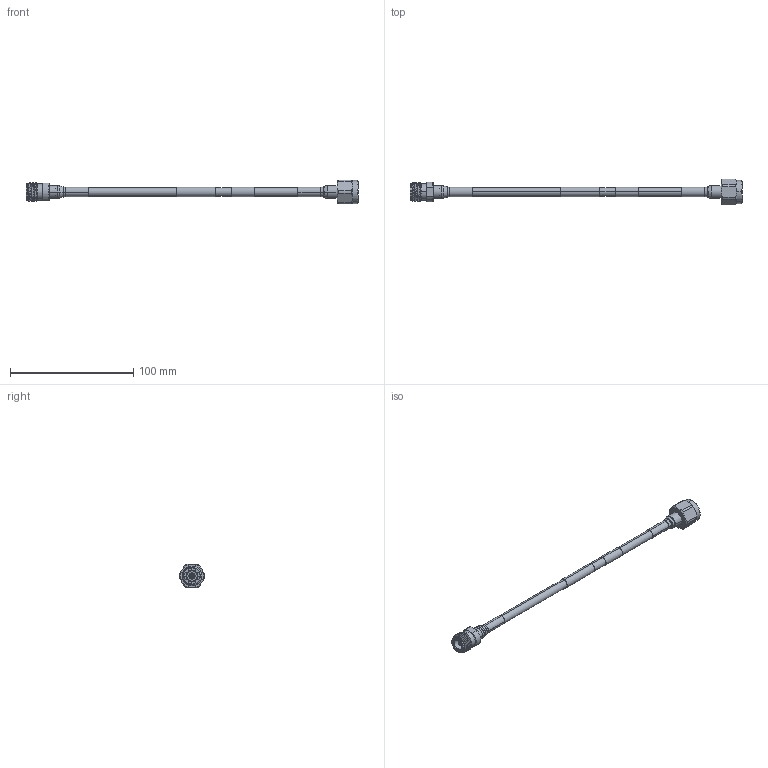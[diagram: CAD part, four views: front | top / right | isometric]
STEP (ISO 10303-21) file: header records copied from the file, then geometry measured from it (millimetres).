
FILE_DESCRIPTION (( 'STEP AP214' ), '1' );
FILE_NAME ('FMCA1313_3D.step', '2025-07-24T19:31:23', ( '' ), ( '' ), 'SwSTEP 2.0', 'SolidWorks 2022', '' );
FILE_SCHEMA (( 'AUTOMOTIVE_DESIGN' ));
Length unit declared in the file: inch
Products named in the file (10): Copy of PE45427 Contact^FMCN1442; Copy of PE45427 BODY^FMCN1442; Copy of Insulation^FMCN1442; FMCN1442; Copy of Gasket^FMCN1442; Coax Cable^FMCA1313_LABEL+PE PIM; Heat Shrink^FMCA1313; Heat Shrink^FMCA1313_Config 1; FMCA1313_3D; FMCN1441_默认
Assembly tree (9 placements, depth 3):
  FMCA1313_3D
    Coax Cable^FMCA1313_LABEL+PE PIM
    FMCN1441_默认
    FMCN1442
      Copy of PE45427 BODY^FMCN1442
      Copy of PE45427 Contact^FMCN1442
      Copy of Insulation^FMCN1442
      Copy of Gasket^FMCN1442
    Heat Shrink^FMCA1313
    Heat Shrink^FMCA1313_Config 1
Bounding box: 269.51 x 20.89 x 19 mm (x, y, z)
Volume: 16366.4 mm3; surface area: 14821.3 mm2
Topology: 8 solids, 8 shells, 234 faces, 513 edges, 313 vertices
Faces by surface type: cylinder 105, plane 48, cone 45, torus 30, bspline 6
Entity records: 9323 total; most frequent: CARTESIAN_POINT 3605, DIRECTION 1181, ORIENTED_EDGE 1022, EDGE_CURVE 511, AXIS2_PLACEMENT_3D 508, VERTEX_POINT 313, EDGE_LOOP 268, CIRCLE 267
